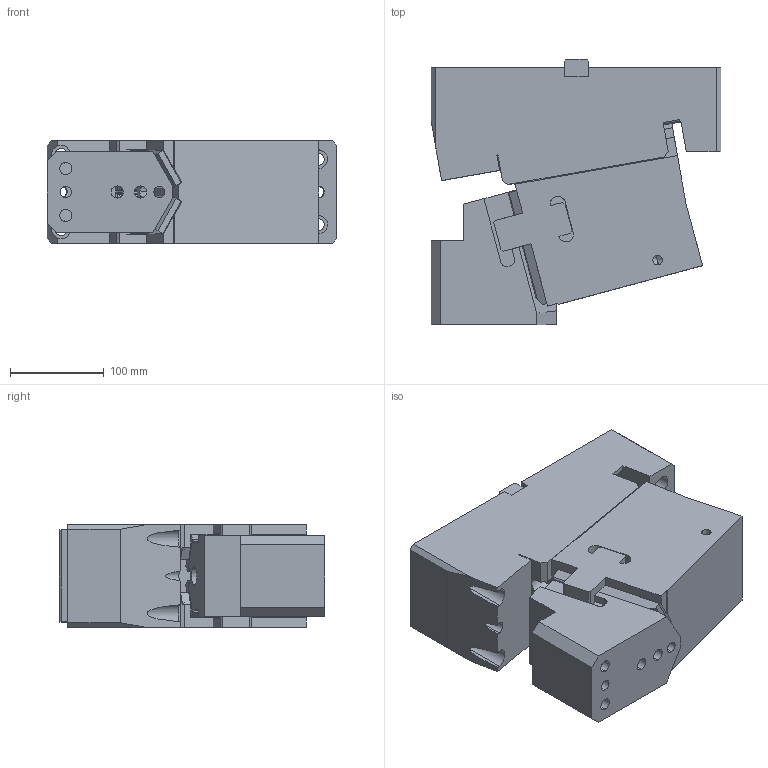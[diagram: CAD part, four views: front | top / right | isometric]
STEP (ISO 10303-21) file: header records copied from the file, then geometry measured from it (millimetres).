
FILE_DESCRIPTION(('CATIA V5 STEP Exchange'),'2;1');
FILE_NAME('CACV_F_110_75.stp','2015-04-27T06:40:46+00:00',('none'),('none'),'CATIA Version 5 Release 19 SP 2 (IN-10)','CATIA V5 STEP AP203','none');
FILE_SCHEMA(('CONFIG_CONTROL_DESIGN'));
Length unit declared in the file: millimetre
Products named in the file (1): CACV_F_110_75
Bounding box: 310 x 284 x 110 mm (x, y, z)
Volume: 6678557.7 mm3; surface area: 502313.2 mm2
Topology: 3 solids, 3 shells, 361 faces, 1016 edges, 655 vertices
Faces by surface type: plane 240, cylinder 115, cone 6
Entity records: 12637 total; most frequent: CARTESIAN_POINT 3534, ORIENTED_EDGE 2020, DIRECTION 1594, EDGE_CURVE 1010, VECTOR 764, LINE 764, VERTEX_POINT 655, AXIS2_PLACEMENT_3D 485
